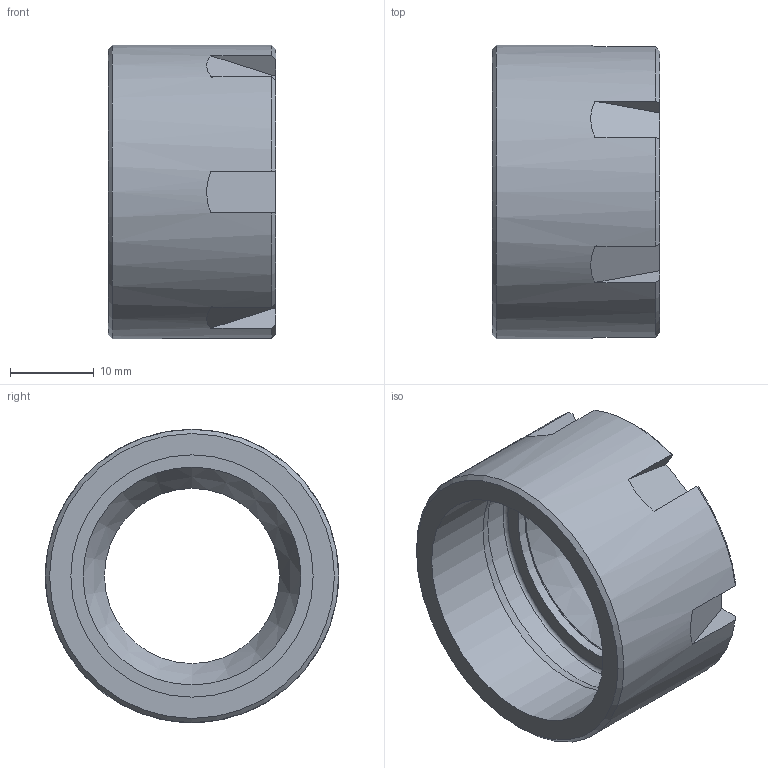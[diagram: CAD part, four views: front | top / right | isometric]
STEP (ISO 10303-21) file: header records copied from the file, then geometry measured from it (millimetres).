
FILE_DESCRIPTION(/* description */ ('Alibre Inc.'),/* implementation_level */ '2;1');
FILE_NAME(/* name */ 'export-E7DD2D4A-6950-4ADF-814C-0C18BD1ABD7A',/* time_stamp */ '2021-04-23T09:20:51+02:00',/* author */ (''),/* organization */ (''),/* preprocessor_version */ 'ST-DEVELOPER v17',/* originating_system */ 'Alibre',/* authorisation */ '');
FILE_SCHEMA (('AUTOMOTIVE_DESIGN'));
Length unit declared in the file: millimetre
Products named in the file (1): 1
Bounding box: 20 x 35 x 35 mm (x, y, z)
Volume: 6891.1 mm3; surface area: 5104.7 mm2
Topology: 1 solids, 1 shells, 40 faces, 106 edges, 70 vertices
Faces by surface type: plane 22, cone 10, cylinder 5, torus 3
Full cylindrical faces by diameter (mm): 20.9 x1, 26 x1, 28.917 x1, 30.3 x1, 35 x1
Entity records: 1304 total; most frequent: CARTESIAN_POINT 248, ORIENTED_EDGE 212, DIRECTION 184, EDGE_CURVE 106, AXIS2_PLACEMENT_3D 79, VERTEX_POINT 70, VECTOR 51, LINE 51
